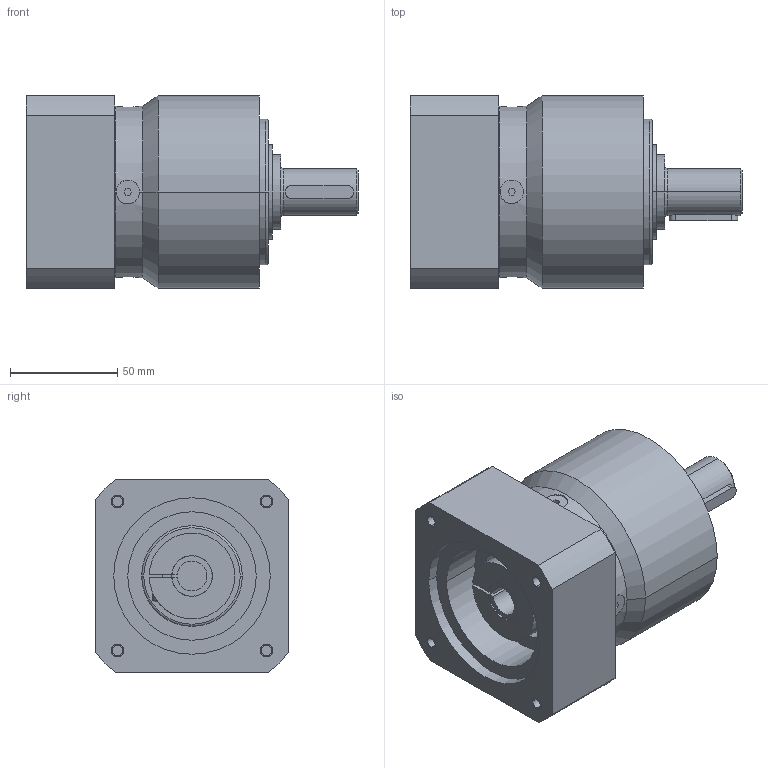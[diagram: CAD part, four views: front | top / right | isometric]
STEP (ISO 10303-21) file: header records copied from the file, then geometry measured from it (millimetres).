
FILE_DESCRIPTION((''),'2;1');
FILE_NAME('MB_PLPE_MASTER','2016-05-30T',('agw'),(''),'CREO PARAMETRIC BY PTC INC, 2015290','CREO PARAMETRIC BY PTC INC, 2015290','');
FILE_SCHEMA(('AUTOMOTIVE_DESIGN { 1 0 10303 214 1 1 1 1 }'));
Length unit declared in the file: millimetre
Products named in the file (1): MB_PLPE_MASTER
Bounding box: 155 x 90 x 90 mm (x, y, z)
Volume: 698745.4 mm3; surface area: 74601.5 mm2
Topology: 1 solids, 11 shells, 194 faces, 447 edges, 287 vertices
Faces by surface type: cylinder 88, plane 86, cone 10, torus 10
Entity records: 6594 total; most frequent: CARTESIAN_POINT 1120, DIRECTION 1017, ORIENTED_EDGE 854, EDGE_CURVE 445, AXIS2_PLACEMENT_3D 388, VERTEX_POINT 287, VECTOR 241, LINE 241
